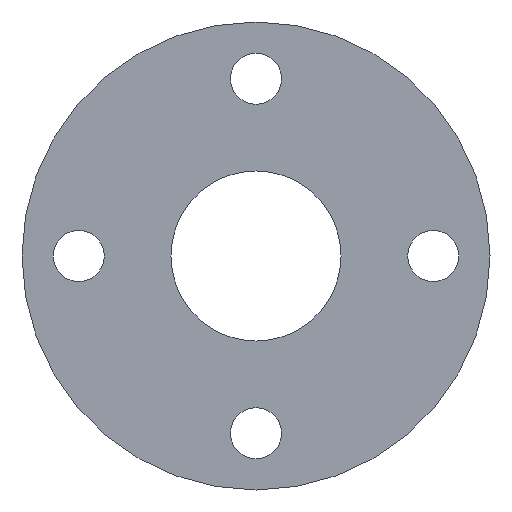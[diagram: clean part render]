
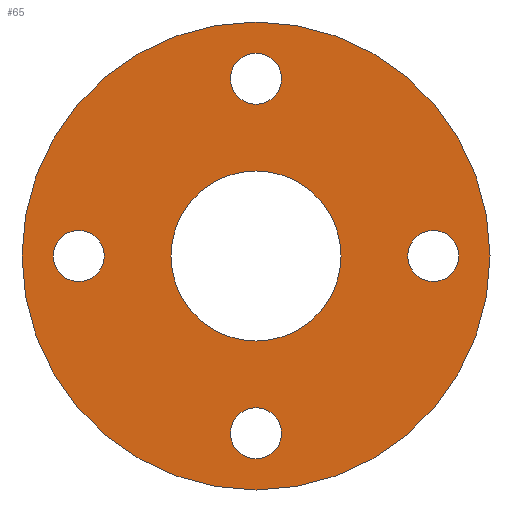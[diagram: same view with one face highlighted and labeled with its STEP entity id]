
A CAD part, front view. The second image highlights one B-rep face of the part: STEP entity #65.
In plain terms, the highlighted planar face has unit normal (0, -1, 0).
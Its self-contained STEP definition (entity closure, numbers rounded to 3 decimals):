
#9 = EDGE_CURVE ( 'NONE', #405, #10, #418, .T. ) ;
#10 = VERTEX_POINT ( 'NONE', #496 ) ;
#11 = DIRECTION ( 'NONE',  ( 0., -1., 0. ) ) ;
#12 = DIRECTION ( 'NONE',  ( 0., 1., 0. ) ) ;
#17 = DIRECTION ( 'NONE',  ( 0., 0., -1. ) ) ;
#21 = CIRCLE ( 'NONE', #556, 9. ) ;
#31 = DIRECTION ( 'NONE',  ( 0., 0., -1. ) ) ;
#47 = CIRCLE ( 'NONE', #356, 9. ) ;
#50 = CIRCLE ( 'NONE', #140, 9. ) ;
#52 = CIRCLE ( 'NONE', #595, 9. ) ;
#58 = AXIS2_PLACEMENT_3D ( 'NONE', #570, #114, #17 ) ;
#63 = CARTESIAN_POINT ( 'NONE',  ( 0., 0., 30. ) ) ;
#64 = VERTEX_POINT ( 'NONE', #364 ) ;
#65 = ADVANCED_FACE ( 'NONE', ( #504, #94, #233, #141, #365, #272 ), #465, .T. ) ;
#66 = ORIENTED_EDGE ( 'NONE', *, *, #408, .T. ) ;
#67 = VERTEX_POINT ( 'NONE', #274 ) ;
#69 = DIRECTION ( 'NONE',  ( 0., -1., 0. ) ) ;
#73 = VERTEX_POINT ( 'NONE', #228 ) ;
#83 = CIRCLE ( 'NONE', #188, 9. ) ;
#94 = FACE_BOUND ( 'NONE', #395, .T. ) ;
#111 = CARTESIAN_POINT ( 'NONE',  ( -62.5, 0., 0. ) ) ;
#114 = DIRECTION ( 'NONE',  ( 0., -1., 0. ) ) ;
#116 = DIRECTION ( 'NONE',  ( 0., -1., 0. ) ) ;
#117 = EDGE_LOOP ( 'NONE', ( #170, #576 ) ) ;
#135 = AXIS2_PLACEMENT_3D ( 'NONE', #327, #11, #293 ) ;
#139 = AXIS2_PLACEMENT_3D ( 'NONE', #154, #238, #204 ) ;
#140 = AXIS2_PLACEMENT_3D ( 'NONE', #161, #335, #526 ) ;
#141 = FACE_BOUND ( 'NONE', #528, .T. ) ;
#150 = CARTESIAN_POINT ( 'NONE',  ( 0., 0., 82.5 ) ) ;
#154 = CARTESIAN_POINT ( 'NONE',  ( 0., 0., 0. ) ) ;
#159 = EDGE_CURVE ( 'NONE', #64, #73, #21, .T. ) ;
#161 = CARTESIAN_POINT ( 'NONE',  ( 0., 0., 62.5 ) ) ;
#163 = VERTEX_POINT ( 'NONE', #324 ) ;
#168 = DIRECTION ( 'NONE',  ( 0., -1., 0. ) ) ;
#170 = ORIENTED_EDGE ( 'NONE', *, *, #563, .F. ) ;
#175 = EDGE_CURVE ( 'NONE', #207, #67, #47, .T. ) ;
#180 = ORIENTED_EDGE ( 'NONE', *, *, #202, .F. ) ;
#188 = AXIS2_PLACEMENT_3D ( 'NONE', #286, #168, #31 ) ;
#190 = DIRECTION ( 'NONE',  ( 0., 0., -1. ) ) ;
#194 = DIRECTION ( 'NONE',  ( 0., -1., 0. ) ) ;
#196 = ORIENTED_EDGE ( 'NONE', *, *, #159, .F. ) ;
#202 = EDGE_CURVE ( 'NONE', #10, #405, #362, .T. ) ;
#204 = DIRECTION ( 'NONE',  ( 0., 0., 1. ) ) ;
#205 = DIRECTION ( 'NONE',  ( 0., 0., 1. ) ) ;
#207 = VERTEX_POINT ( 'NONE', #441 ) ;
#219 = CIRCLE ( 'NONE', #236, 30. ) ;
#227 = EDGE_CURVE ( 'NONE', #476, #424, #83, .T. ) ;
#228 = CARTESIAN_POINT ( 'NONE',  ( 0., 0., -53.5 ) ) ;
#233 = FACE_BOUND ( 'NONE', #117, .T. ) ;
#236 = AXIS2_PLACEMENT_3D ( 'NONE', #291, #12, #480 ) ;
#238 = DIRECTION ( 'NONE',  ( 0., 1., 0. ) ) ;
#239 = ORIENTED_EDGE ( 'NONE', *, *, #589, .F. ) ;
#242 = CARTESIAN_POINT ( 'NONE',  ( 0., 0., 0. ) ) ;
#258 = VERTEX_POINT ( 'NONE', #63 ) ;
#265 = ORIENTED_EDGE ( 'NONE', *, *, #280, .F. ) ;
#272 = FACE_OUTER_BOUND ( 'NONE', #379, .T. ) ;
#274 = CARTESIAN_POINT ( 'NONE',  ( 62.5, 0., -9. ) ) ;
#280 = EDGE_CURVE ( 'NONE', #290, #573, #50, .T. ) ;
#284 = DIRECTION ( 'NONE',  ( 0., 0., -1. ) ) ;
#286 = CARTESIAN_POINT ( 'NONE',  ( -62.5, 0., 0. ) ) ;
#287 = EDGE_LOOP ( 'NONE', ( #239, #339 ) ) ;
#290 = VERTEX_POINT ( 'NONE', #325 ) ;
#291 = CARTESIAN_POINT ( 'NONE',  ( 0., 0., 0. ) ) ;
#293 = DIRECTION ( 'NONE',  ( 0., 0., -1. ) ) ;
#294 = EDGE_CURVE ( 'NONE', #573, #290, #384, .T. ) ;
#296 = ORIENTED_EDGE ( 'NONE', *, *, #446, .T. ) ;
#300 = AXIS2_PLACEMENT_3D ( 'NONE', #461, #553, #190 ) ;
#307 = DIRECTION ( 'NONE',  ( 0., 1., 0. ) ) ;
#324 = CARTESIAN_POINT ( 'NONE',  ( 0., 0., -30. ) ) ;
#325 = CARTESIAN_POINT ( 'NONE',  ( 0., 0., 53.5 ) ) ;
#327 = CARTESIAN_POINT ( 'NONE',  ( 62.5, 0., 0. ) ) ;
#329 = AXIS2_PLACEMENT_3D ( 'NONE', #242, #488, #205 ) ;
#335 = DIRECTION ( 'NONE',  ( 0., -1., 0. ) ) ;
#339 = ORIENTED_EDGE ( 'NONE', *, *, #175, .F. ) ;
#346 = CARTESIAN_POINT ( 'NONE',  ( 0., 0., -62.5 ) ) ;
#347 = CIRCLE ( 'NONE', #502, 9. ) ;
#353 = ORIENTED_EDGE ( 'NONE', *, *, #9, .F. ) ;
#356 = AXIS2_PLACEMENT_3D ( 'NONE', #513, #69, #391 ) ;
#358 = EDGE_CURVE ( 'NONE', #73, #64, #347, .T. ) ;
#362 = CIRCLE ( 'NONE', #329, 82.5 ) ;
#364 = CARTESIAN_POINT ( 'NONE',  ( 0., 0., -71.5 ) ) ;
#365 = FACE_BOUND ( 'NONE', #429, .T. ) ;
#372 = DIRECTION ( 'NONE',  ( 0., 0., -1. ) ) ;
#373 = DIRECTION ( 'NONE',  ( 0., 0., -1. ) ) ;
#379 = EDGE_LOOP ( 'NONE', ( #353, #180 ) ) ;
#384 = CIRCLE ( 'NONE', #58, 9. ) ;
#391 = DIRECTION ( 'NONE',  ( 0., 0., -1. ) ) ;
#392 = CIRCLE ( 'NONE', #135, 9. ) ;
#395 = EDGE_LOOP ( 'NONE', ( #265, #523 ) ) ;
#400 = CIRCLE ( 'NONE', #139, 30. ) ;
#405 = VERTEX_POINT ( 'NONE', #150 ) ;
#408 = EDGE_CURVE ( 'NONE', #258, #163, #400, .T. ) ;
#417 = CARTESIAN_POINT ( 'NONE',  ( 0., 0., -62.5 ) ) ;
#418 = CIRCLE ( 'NONE', #538, 82.5 ) ;
#420 = CARTESIAN_POINT ( 'NONE',  ( 0., 0., 71.5 ) ) ;
#424 = VERTEX_POINT ( 'NONE', #525 ) ;
#429 = EDGE_LOOP ( 'NONE', ( #66, #296 ) ) ;
#439 = ORIENTED_EDGE ( 'NONE', *, *, #358, .F. ) ;
#441 = CARTESIAN_POINT ( 'NONE',  ( 62.5, 0., 9. ) ) ;
#446 = EDGE_CURVE ( 'NONE', #163, #258, #219, .T. ) ;
#452 = DIRECTION ( 'NONE',  ( 0., 0., 1. ) ) ;
#461 = CARTESIAN_POINT ( 'NONE',  ( 0., 0., 82.5 ) ) ;
#465 = PLANE ( 'NONE',  #300 ) ;
#476 = VERTEX_POINT ( 'NONE', #517 ) ;
#480 = DIRECTION ( 'NONE',  ( 0., 0., 1. ) ) ;
#488 = DIRECTION ( 'NONE',  ( 0., 1., 0. ) ) ;
#496 = CARTESIAN_POINT ( 'NONE',  ( 0., 0., -82.5 ) ) ;
#502 = AXIS2_PLACEMENT_3D ( 'NONE', #346, #519, #373 ) ;
#504 = FACE_BOUND ( 'NONE', #287, .T. ) ;
#513 = CARTESIAN_POINT ( 'NONE',  ( 62.5, 0., 0. ) ) ;
#517 = CARTESIAN_POINT ( 'NONE',  ( -62.5, 0., 9. ) ) ;
#519 = DIRECTION ( 'NONE',  ( 0., -1., 0. ) ) ;
#523 = ORIENTED_EDGE ( 'NONE', *, *, #294, .F. ) ;
#525 = CARTESIAN_POINT ( 'NONE',  ( -62.5, 0., -9. ) ) ;
#526 = DIRECTION ( 'NONE',  ( 0., 0., -1. ) ) ;
#528 = EDGE_LOOP ( 'NONE', ( #196, #439 ) ) ;
#538 = AXIS2_PLACEMENT_3D ( 'NONE', #591, #307, #452 ) ;
#553 = DIRECTION ( 'NONE',  ( 0., -1., 0. ) ) ;
#556 = AXIS2_PLACEMENT_3D ( 'NONE', #417, #194, #372 ) ;
#563 = EDGE_CURVE ( 'NONE', #424, #476, #52, .T. ) ;
#570 = CARTESIAN_POINT ( 'NONE',  ( 0., 0., 62.5 ) ) ;
#573 = VERTEX_POINT ( 'NONE', #420 ) ;
#576 = ORIENTED_EDGE ( 'NONE', *, *, #227, .F. ) ;
#589 = EDGE_CURVE ( 'NONE', #67, #207, #392, .T. ) ;
#591 = CARTESIAN_POINT ( 'NONE',  ( 0., 0., 0. ) ) ;
#595 = AXIS2_PLACEMENT_3D ( 'NONE', #111, #116, #284 ) ;
